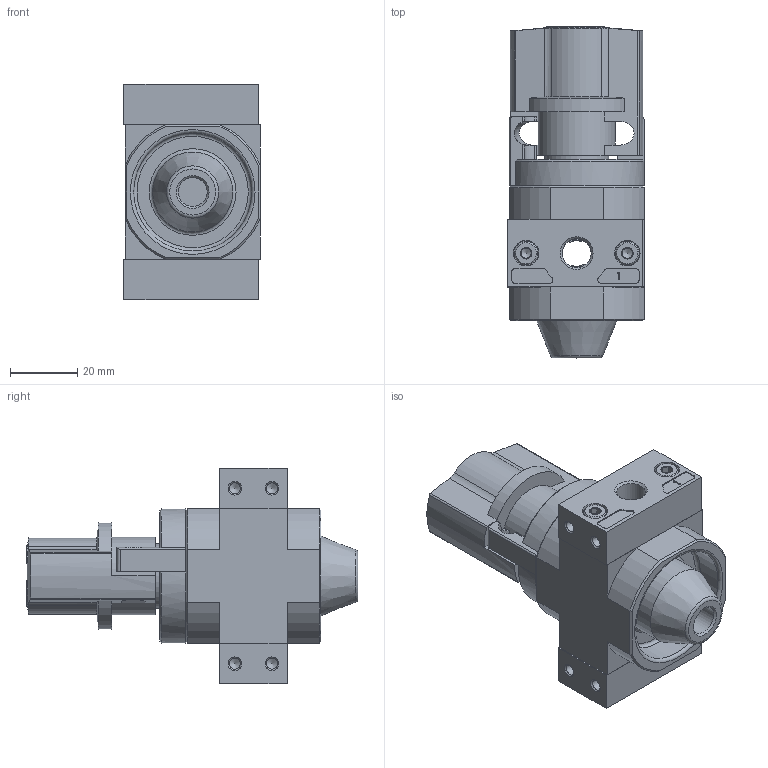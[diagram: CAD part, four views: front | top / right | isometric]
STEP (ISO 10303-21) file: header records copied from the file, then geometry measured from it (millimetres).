
FILE_DESCRIPTION(/* description */ ('STEP AP214'),/* implementation_level */ '2;1');
FILE_NAME(/* name */ '162806_HE-1_8-D-MINI',/* time_stamp */ '2024-08-29T02:17:55+02:00',/* author */ ('License CC BY-ND 4.0'),/* organization */ ('CADENAS'),/* preprocessor_version */ 'ST-DEVELOPER v19.3',/* originating_system */ 'PARTsolutions',/* authorisation */ ' ');
FILE_SCHEMA (('AUTOMOTIVE_DESIGN {1 0 10303 214 3 1 1}'));
Length unit declared in the file: millimetre
Products named in the file (6): 162806 HE-1/8-D-MINI; 360720 HE-MINI; 359787 LF-D-MINI; 380285 PBL-1/8-D-MINI-L---(1) p1; DIN-912 - M4x16(F); 380287 PBL-1/8-D-MINI-R---(0) p1
Assembly tree (9 placements, depth 2):
  162806 HE-1/8-D-MINI
    360720 HE-MINI
    359787 LF-D-MINI  x2
    380285 PBL-1/8-D-MINI-L---(1) p1
    DIN-912 - M4x16(F)  x4
    380287 PBL-1/8-D-MINI-R---(0) p1
Bounding box: 40.4 x 98.39 x 64 mm (x, y, z)
Volume: 104637.2 mm3; surface area: 33456.7 mm2
Topology: 9 solids, 9 shells, 513 faces, 1214 edges, 757 vertices
Faces by surface type: plane 223, cylinder 177, cone 96, sphere 9, torus 8
Full cylindrical faces by diameter (mm): 3.242 x8, 4 x4, 5.2 x4, 6.3 x4, 6.5 x2, 7 x4, 8 x4, 8.2 x4, 8.566 x3, 10.6 x1, 11 x1, 12.01 x1, 12.2 x1, 15.6 x1, 15.7 x1, 16 x1, 19 x1, 19.1 x2, 22.9 x1, 23.7 x1, 35 x1
Entity records: 13934 total; most frequent: CARTESIAN_POINT 2191, DIRECTION 2162, ORIENTED_EDGE 1846, EDGE_CURVE 923, AXIS2_PLACEMENT_3D 873, VERTEX_POINT 648, FACE_BOUND 561, EDGE_LOOP 554
